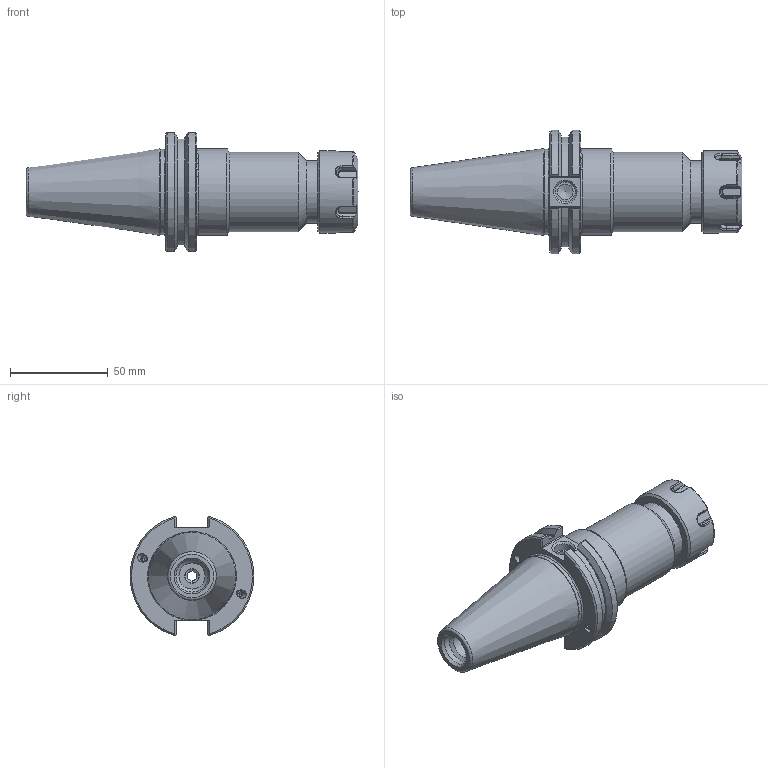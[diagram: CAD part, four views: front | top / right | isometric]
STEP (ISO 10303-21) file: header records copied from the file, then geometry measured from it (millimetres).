
FILE_DESCRIPTION(/* description */ ('ER COLLET CHUCK'),/* implementation_level */ '2;1');
FILE_NAME(/* name */ 'C40BC-25ERF400.stp',/* time_stamp */ '2017-01-20T09:42:30-05:00',/* author */ ('davhar'),/* organization */ (''),/* preprocessor_version */ 'ST-DEVELOPER v16.1',/* originating_system */ 'Autodesk Inventor 2016',/* authorisation */ '10.1 in^3');
FILE_SCHEMA (('AUTOMOTIVE_DESIGN { 1 0 10303 214 3 1 1 }'));
Length unit declared in the file: inch
Products named in the file (6): C40BCB-25ER4-1; 029-965; C40BCB-25ER4-1_1; 25ERN; BS-11; C40BC-25ERF400
Assembly tree (8 placements, depth 3):
  C40BC-25ERF400
    C40BCB-25ER4-1_1
      C40BCB-25ER4-1
      029-965  x4
    25ERN
    BS-11
Bounding box: 169.86 x 63.26 x 61.05 mm (x, y, z)
Volume: 182262.7 mm3; surface area: 41748.7 mm2
Topology: 7 solids, 7 shells, 267 faces, 635 edges, 401 vertices
Faces by surface type: plane 120, cylinder 71, cone 49, torus 17, bspline 6, sphere 4
Full cylindrical faces by diameter (mm): 3.3 x4, 4 x8, 4.1 x4, 4.2 x4, 7.112 x1, 8.001 x1, 10.135 x1, 13.386 x1, 15.113 x2, 15.748 x1, 16.459 x1, 17.297 x1, 18.034 x1, 20.32 x1, 30.5 x1, 32 x1, 32.88 x1, 40.513 x1, 42 x1, 43.942 x1, 44.45 x1
Entity records: 7373 total; most frequent: CARTESIAN_POINT 2468, DIRECTION 950, ORIENTED_EDGE 926, EDGE_CURVE 463, AXIS2_PLACEMENT_3D 390, VERTEX_POINT 323, EDGE_LOOP 304, FACE_OUTER_BOUND 219
